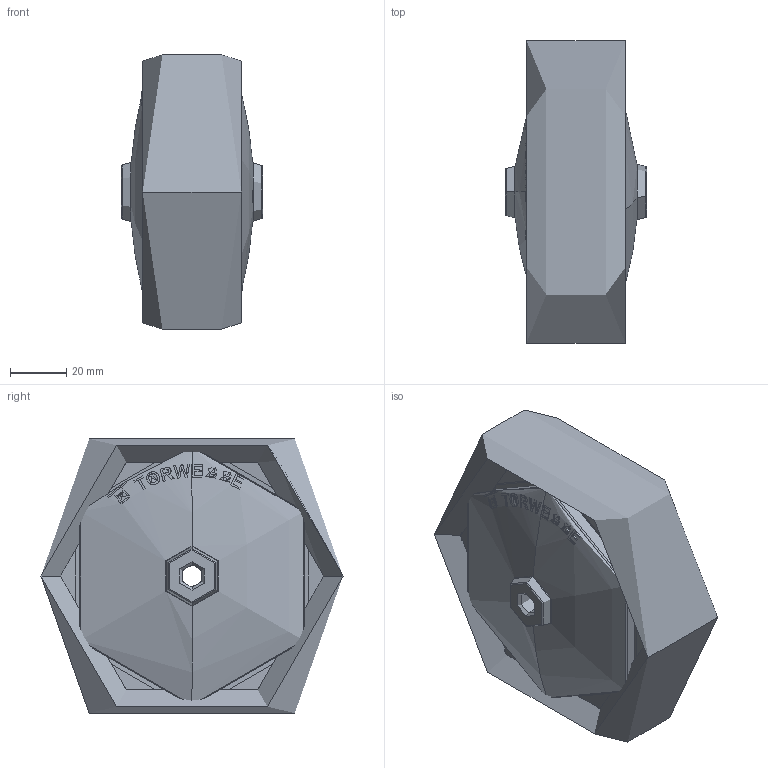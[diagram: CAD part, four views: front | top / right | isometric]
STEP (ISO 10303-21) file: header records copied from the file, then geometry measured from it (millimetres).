
FILE_DESCRIPTION (( 'STEP AP214' ), '1' );
FILE_NAME ('0027519.step', '2023-01-17T10:50:47', ( '' ), ( '' ), 'SwSTEP 2.0', 'SolidWorks 2020', '' );
FILE_SCHEMA (( 'AUTOMOTIVE_DESIGN' ));
Length unit declared in the file: millimetre
Products named in the file (1): 0027519
Bounding box: 50 x 107 x 97.12 mm (x, y, z)
Surface area: 54910.2 mm2 (no closed solid volume)
Topology: 0 solids, 5 shells, 257 faces, 817 edges, 544 vertices
Faces by surface type: bspline 179, torus 54, cone 16, plane 4, cylinder 4
Entity records: 19851 total; most frequent: CARTESIAN_POINT 11762, ORIENTED_EDGE 1388, EDGE_CURVE 817, B_SPLINE_CURVE_WITH_KNOTS 683, VERTEX_POINT 544, DIRECTION 386, EDGE_LOOP 291, UNCERTAINTY_MEASURE_WITH_UNIT 259
